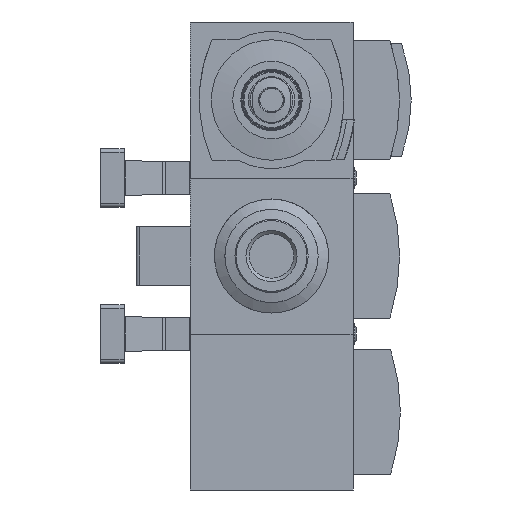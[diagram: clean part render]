
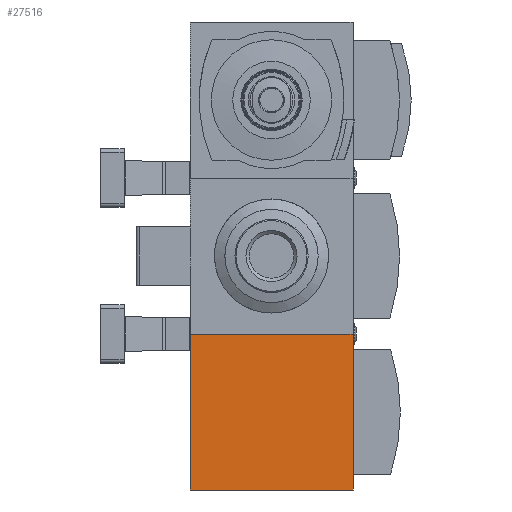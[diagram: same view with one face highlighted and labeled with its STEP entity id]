
A CAD part, front view. The second image highlights one B-rep face of the part: STEP entity #27516.
In plain terms, the highlighted planar face has unit normal (0, -1, 0).
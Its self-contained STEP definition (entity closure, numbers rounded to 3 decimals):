
#887=PLANE('',#29302);
#2627=LINE('',#40142,#4773);
#2733=LINE('',#40364,#4879);
#2748=LINE('',#40402,#4894);
#2789=LINE('',#40510,#4935);
#4773=VECTOR('',#33854,1000.);
#4879=VECTOR('',#34026,1000.);
#4894=VECTOR('',#34055,1000.);
#4935=VECTOR('',#34138,1000.);
#10441=ORIENTED_EDGE('',*,*,#13414,.F.);
#10442=ORIENTED_EDGE('',*,*,#13528,.F.);
#10443=ORIENTED_EDGE('',*,*,#13602,.F.);
#10444=ORIENTED_EDGE('',*,*,#13548,.F.);
#13414=EDGE_CURVE('',#15608,#15609,#2627,.T.);
#13528=EDGE_CURVE('',#15691,#15608,#2733,.T.);
#13548=EDGE_CURVE('',#15609,#15708,#2748,.T.);
#13602=EDGE_CURVE('',#15708,#15691,#2789,.T.);
#15608=VERTEX_POINT('',#40141);
#15609=VERTEX_POINT('',#40143);
#15691=VERTEX_POINT('',#40363);
#15708=VERTEX_POINT('',#40403);
#17762=EDGE_LOOP('',(#10441,#10442,#10443,#10444));
#19050=FACE_BOUND('',#17762,.T.);
#27516=ADVANCED_FACE('',(#19050),#887,.F.);
#29302=AXIS2_PLACEMENT_3D('',#41092,#34635,#34636);
#33854=DIRECTION('',(0.,0.,1.));
#34026=DIRECTION('',(-1.,0.,0.));
#34055=DIRECTION('',(1.,0.,0.));
#34138=DIRECTION('',(0.,0.,-1.));
#34635=DIRECTION('',(0.,1.,0.));
#34636=DIRECTION('',(0.,0.,1.));
#40141=CARTESIAN_POINT('',(-21.,-31.5,-20.1));
#40142=CARTESIAN_POINT('',(-21.,-31.5,-20.1));
#40143=CARTESIAN_POINT('',(-21.,-31.5,20.1));
#40363=CARTESIAN_POINT('',(21.,-31.5,-20.1));
#40364=CARTESIAN_POINT('',(21.,-31.5,-20.1));
#40402=CARTESIAN_POINT('',(-21.,-31.5,20.1));
#40403=CARTESIAN_POINT('',(21.,-31.5,20.1));
#40510=CARTESIAN_POINT('',(21.,-31.5,20.1));
#41092=CARTESIAN_POINT('',(0.,-31.5,0.));
